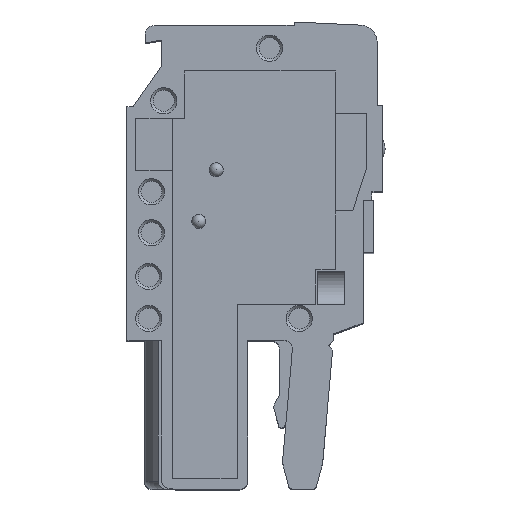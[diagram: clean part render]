
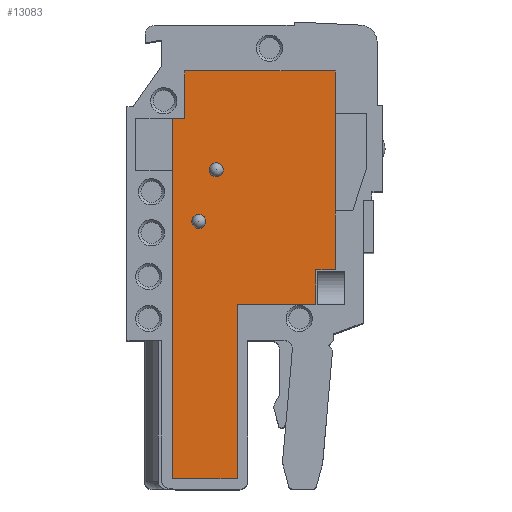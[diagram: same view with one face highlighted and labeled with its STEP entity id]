
A CAD part, top view. The second image highlights one B-rep face of the part: STEP entity #13083.
In plain terms, the highlighted planar face has unit normal (0, 0, 1).
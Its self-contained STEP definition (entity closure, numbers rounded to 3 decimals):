
#1226=LINE('',#20865,#2720);
#1329=LINE('',#21203,#2823);
#1331=LINE('',#21207,#2825);
#1336=LINE('',#21217,#2830);
#1339=LINE('',#21223,#2833);
#1342=LINE('',#21229,#2836);
#1345=LINE('',#21235,#2839);
#1348=LINE('',#21241,#2842);
#1364=LINE('',#21274,#2858);
#1367=LINE('',#21279,#2861);
#1368=LINE('',#21281,#2862);
#1369=LINE('',#21283,#2863);
#1370=LINE('',#21285,#2864);
#2720=VECTOR('',#16863,1000.);
#2823=VECTOR('',#17138,1000.);
#2825=VECTOR('',#17142,1000.);
#2830=VECTOR('',#17149,1000.);
#2833=VECTOR('',#17154,1000.);
#2836=VECTOR('',#17159,1000.);
#2839=VECTOR('',#17164,1000.);
#2842=VECTOR('',#17169,1000.);
#2858=VECTOR('',#17195,1000.);
#2861=VECTOR('',#17202,1000.);
#2862=VECTOR('',#17205,1000.);
#2863=VECTOR('',#17206,1000.);
#2864=VECTOR('',#17207,1000.);
#3537=PLANE('',#14115);
#6652=ORIENTED_EDGE('',*,*,#8678,.F.);
#6653=ORIENTED_EDGE('',*,*,#8799,.T.);
#6654=ORIENTED_EDGE('',*,*,#8662,.T.);
#6655=ORIENTED_EDGE('',*,*,#8801,.T.);
#6656=ORIENTED_EDGE('',*,*,#8806,.T.);
#6657=ORIENTED_EDGE('',*,*,#8809,.T.);
#6658=ORIENTED_EDGE('',*,*,#8812,.T.);
#6659=ORIENTED_EDGE('',*,*,#8815,.T.);
#6660=ORIENTED_EDGE('',*,*,#8818,.T.);
#6661=ORIENTED_EDGE('',*,*,#8834,.T.);
#6662=ORIENTED_EDGE('',*,*,#8837,.T.);
#6663=ORIENTED_EDGE('',*,*,#8838,.T.);
#6664=ORIENTED_EDGE('',*,*,#8839,.T.);
#6665=ORIENTED_EDGE('',*,*,#8840,.T.);
#6666=ORIENTED_EDGE('',*,*,#8679,.F.);
#8662=EDGE_CURVE('',#10043,#10041,#1226,.T.);
#8678=EDGE_CURVE('',#10053,#10053,#10526,.T.);
#8679=EDGE_CURVE('',#10054,#10054,#10527,.T.);
#8799=EDGE_CURVE('',#10139,#10043,#1329,.T.);
#8801=EDGE_CURVE('',#10041,#10140,#1331,.T.);
#8806=EDGE_CURVE('',#10140,#10143,#1336,.T.);
#8809=EDGE_CURVE('',#10143,#10145,#1339,.T.);
#8812=EDGE_CURVE('',#10145,#10147,#1342,.T.);
#8815=EDGE_CURVE('',#10147,#10149,#1345,.T.);
#8818=EDGE_CURVE('',#10149,#10151,#1348,.T.);
#8834=EDGE_CURVE('',#10151,#10163,#1364,.T.);
#8837=EDGE_CURVE('',#10163,#10154,#1367,.T.);
#8838=EDGE_CURVE('',#10154,#10164,#1368,.T.);
#8839=EDGE_CURVE('',#10164,#10165,#1369,.T.);
#8840=EDGE_CURVE('',#10165,#10139,#1370,.T.);
#10041=VERTEX_POINT('',#20860);
#10043=VERTEX_POINT('',#20866);
#10053=VERTEX_POINT('',#20898);
#10054=VERTEX_POINT('',#20901);
#10139=VERTEX_POINT('',#21204);
#10140=VERTEX_POINT('',#21208);
#10143=VERTEX_POINT('',#21216);
#10145=VERTEX_POINT('',#21222);
#10147=VERTEX_POINT('',#21228);
#10149=VERTEX_POINT('',#21234);
#10151=VERTEX_POINT('',#21240);
#10154=VERTEX_POINT('',#21247);
#10163=VERTEX_POINT('',#21273);
#10164=VERTEX_POINT('',#21282);
#10165=VERTEX_POINT('',#21284);
#10526=CIRCLE('',#14022,0.403);
#10527=CIRCLE('',#14024,0.403);
#11348=EDGE_LOOP('',(#6652));
#11349=EDGE_LOOP('',(#6653,#6654,#6655,#6656,#6657,#6658,#6659,#6660,#6661,
#6662,#6663,#6664,#6665));
#11350=EDGE_LOOP('',(#6666));
#12282=FACE_BOUND('',#11348,.T.);
#12283=FACE_BOUND('',#11349,.T.);
#12284=FACE_BOUND('',#11350,.T.);
#13083=ADVANCED_FACE('',(#12282,#12283,#12284),#3537,.T.);
#14022=AXIS2_PLACEMENT_3D('',#20897,#16891,#16892);
#14024=AXIS2_PLACEMENT_3D('',#20900,#16895,#16896);
#14115=AXIS2_PLACEMENT_3D('',#21280,#17203,#17204);
#16863=DIRECTION('',(0.,-1.,0.));
#16891=DIRECTION('',(0.,0.,1.));
#16892=DIRECTION('',(1.,0.,0.));
#16895=DIRECTION('',(0.,0.,1.));
#16896=DIRECTION('',(1.,0.,0.));
#17138=DIRECTION('',(-1.,0.,0.));
#17142=DIRECTION('',(0.,-1.,0.));
#17149=DIRECTION('',(1.,0.,0.));
#17154=DIRECTION('',(0.,1.,0.));
#17159=DIRECTION('',(1.,0.,0.));
#17164=DIRECTION('',(0.,1.,0.));
#17169=DIRECTION('',(1.,0.,0.));
#17195=DIRECTION('',(0.,1.,0.));
#17202=DIRECTION('',(0.,1.,0.));
#17203=DIRECTION('',(0.,0.,1.));
#17204=DIRECTION('',(1.,0.,0.));
#17205=DIRECTION('',(0.,1.,0.));
#17206=DIRECTION('',(-1.,0.,0.));
#17207=DIRECTION('',(0.,-1.,0.));
#20860=CARTESIAN_POINT('',(-16.533,18.2,7.551));
#20865=CARTESIAN_POINT('',(-16.533,21.2,7.551));
#20866=CARTESIAN_POINT('',(-16.533,21.2,7.551));
#20897=CARTESIAN_POINT('',(-14.03,18.25,7.551));
#20898=CARTESIAN_POINT('',(-13.627,18.25,7.551));
#20900=CARTESIAN_POINT('',(-15.03,15.3,7.551));
#20901=CARTESIAN_POINT('',(-14.627,15.3,7.551));
#21203=CARTESIAN_POINT('',(-15.833,21.2,7.551));
#21204=CARTESIAN_POINT('',(-15.833,21.2,7.551));
#21207=CARTESIAN_POINT('',(-16.533,21.2,7.551));
#21208=CARTESIAN_POINT('',(-16.533,0.6,7.551));
#21216=CARTESIAN_POINT('',(-12.833,0.6,7.551));
#21217=CARTESIAN_POINT('',(-16.533,0.6,7.551));
#21222=CARTESIAN_POINT('',(-12.833,10.55,7.551));
#21223=CARTESIAN_POINT('',(-12.833,0.6,7.551));
#21228=CARTESIAN_POINT('',(-8.333,10.55,7.551));
#21229=CARTESIAN_POINT('',(-12.833,10.55,7.551));
#21234=CARTESIAN_POINT('',(-8.333,12.55,7.551));
#21235=CARTESIAN_POINT('',(-8.333,10.55,7.551));
#21240=CARTESIAN_POINT('',(-7.233,12.55,7.551));
#21241=CARTESIAN_POINT('',(-8.333,12.55,7.551));
#21247=CARTESIAN_POINT('',(-7.233,21.45,7.551));
#21273=CARTESIAN_POINT('',(-7.233,15.9,7.551));
#21274=CARTESIAN_POINT('',(-7.233,12.55,7.551));
#21279=CARTESIAN_POINT('',(-7.233,12.55,7.551));
#21280=CARTESIAN_POINT('',(-16.533,21.2,7.551));
#21281=CARTESIAN_POINT('',(-7.233,12.55,7.551));
#21282=CARTESIAN_POINT('',(-7.233,23.9,7.551));
#21283=CARTESIAN_POINT('',(-7.233,23.9,7.551));
#21284=CARTESIAN_POINT('',(-15.833,23.9,7.551));
#21285=CARTESIAN_POINT('',(-15.833,23.9,7.551));
